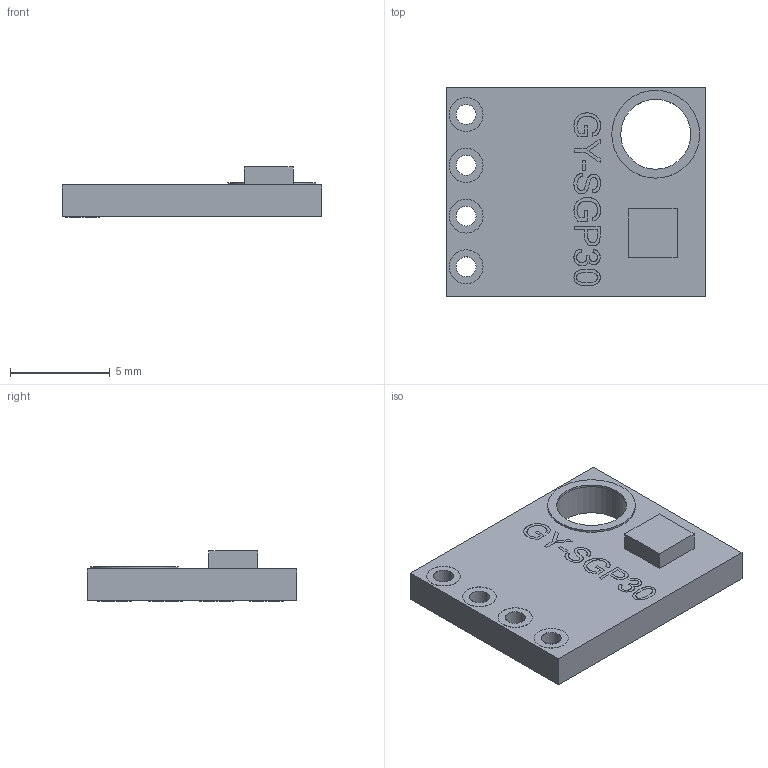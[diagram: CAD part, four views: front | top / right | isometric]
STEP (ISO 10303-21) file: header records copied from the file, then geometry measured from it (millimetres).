
FILE_DESCRIPTION(/* description */ (''),/* implementation_level */ '2;1');
FILE_NAME(/* name */ 'sgp30_breakout v6.step',/* time_stamp */ '2019-12-23T11:49:30+02:00',/* author */ (''),/* organization */ (''),/* preprocessor_version */ 'ST-DEVELOPER v18',/* originating_system */ 'Autodesk Translation Framework v8.12.0.6',/* authorisation */ '');
FILE_SCHEMA (('AUTOMOTIVE_DESIGN { 1 0 10303 214 3 1 1 }'));
Length unit declared in the file: millimetre
Products named in the file (1): sgp30_breakout
Bounding box: 13 x 10.5 x 2.51 mm (x, y, z)
Volume: 204.1 mm3; surface area: 417.6 mm2
Topology: 19 solids, 19 shells, 249 faces, 630 edges, 420 vertices
Faces by surface type: bspline 139, plane 85, cylinder 25
Full cylindrical faces by diameter (mm): 1 x13, 1.701 x9, 3.5 x2, 4.397 x1
Entity records: 8900 total; most frequent: CARTESIAN_POINT 3663, ORIENTED_EDGE 1260, EDGE_CURVE 630, DIRECTION 624, VERTEX_POINT 420, LINE 302, VECTOR 302, EDGE_LOOP 284
